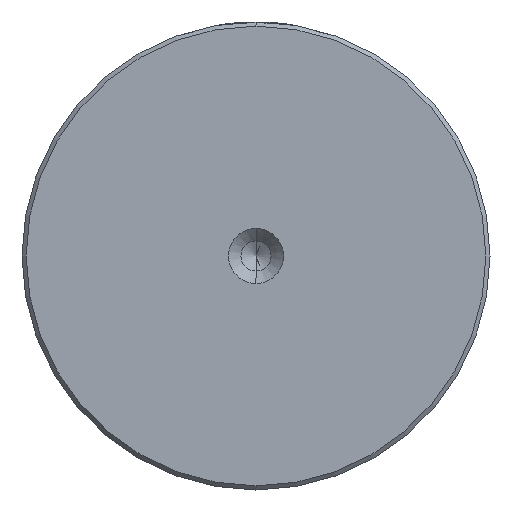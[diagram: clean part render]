
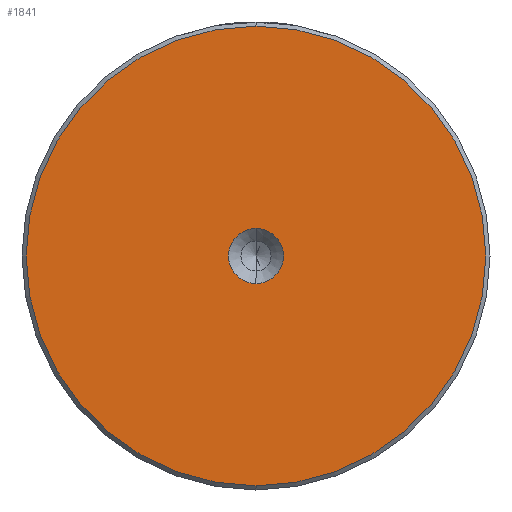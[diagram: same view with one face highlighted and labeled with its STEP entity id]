
A CAD part, left-side view. The second image highlights one B-rep face of the part: STEP entity #1841.
In plain terms, the highlighted planar face has unit normal (-1, 0, 0).
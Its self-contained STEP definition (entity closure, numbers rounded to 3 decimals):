
#29 = CARTESIAN_POINT ( 'NONE',  ( 0., 0., -27.5 ) ) ;
#34 = DIRECTION ( 'NONE',  ( 0., 0., 1. ) ) ;
#67 = VERTEX_POINT ( 'NONE', #308 ) ;
#133 = CARTESIAN_POINT ( 'NONE',  ( 0., 0., 0. ) ) ;
#235 = EDGE_CURVE ( 'NONE', #67, #1640, #2173, .T. ) ;
#308 = CARTESIAN_POINT ( 'NONE',  ( 0., 0., -3.3 ) ) ;
#358 = EDGE_LOOP ( 'NONE', ( #1509, #1687 ) ) ;
#380 = AXIS2_PLACEMENT_3D ( 'NONE', #133, #1005, #34 ) ;
#403 = ORIENTED_EDGE ( 'NONE', *, *, #235, .F. ) ;
#414 = DIRECTION ( 'NONE',  ( 0., 0., 1. ) ) ;
#423 = DIRECTION ( 'NONE',  ( -1., 0., 0. ) ) ;
#425 = EDGE_CURVE ( 'NONE', #1582, #1996, #1934, .T. ) ;
#476 = EDGE_LOOP ( 'NONE', ( #2329, #403 ) ) ;
#485 = CIRCLE ( 'NONE', #1246, 3.3 ) ;
#578 = DIRECTION ( 'NONE',  ( -1., 0., 0. ) ) ;
#609 = DIRECTION ( 'NONE',  ( -1., 0., 0. ) ) ;
#617 = CARTESIAN_POINT ( 'NONE',  ( 0., 0., 0. ) ) ;
#735 = AXIS2_PLACEMENT_3D ( 'NONE', #1908, #578, #1148 ) ;
#891 = EDGE_CURVE ( 'NONE', #1996, #1582, #2351, .T. ) ;
#963 = PLANE ( 'NONE',  #735 ) ;
#1005 = DIRECTION ( 'NONE',  ( -1., 0., 0. ) ) ;
#1148 = DIRECTION ( 'NONE',  ( 0., 0., 1. ) ) ;
#1240 = CARTESIAN_POINT ( 'NONE',  ( 0., 0., 27.5 ) ) ;
#1246 = AXIS2_PLACEMENT_3D ( 'NONE', #1743, #609, #1941 ) ;
#1480 = AXIS2_PLACEMENT_3D ( 'NONE', #617, #423, #414 ) ;
#1509 = ORIENTED_EDGE ( 'NONE', *, *, #891, .T. ) ;
#1582 = VERTEX_POINT ( 'NONE', #1240 ) ;
#1640 = VERTEX_POINT ( 'NONE', #2206 ) ;
#1687 = ORIENTED_EDGE ( 'NONE', *, *, #425, .T. ) ;
#1742 = FACE_OUTER_BOUND ( 'NONE', #358, .T. ) ;
#1743 = CARTESIAN_POINT ( 'NONE',  ( 0., 0., 0. ) ) ;
#1841 = ADVANCED_FACE ( 'NONE', ( #1742, #2195 ), #963, .T. ) ;
#1908 = CARTESIAN_POINT ( 'NONE',  ( 0., 0., 0. ) ) ;
#1920 = EDGE_CURVE ( 'NONE', #1640, #67, #485, .T. ) ;
#1934 = CIRCLE ( 'NONE', #380, 27.5 ) ;
#1941 = DIRECTION ( 'NONE',  ( 0., 0., 1. ) ) ;
#1962 = DIRECTION ( 'NONE',  ( 0., 0., 1. ) ) ;
#1996 = VERTEX_POINT ( 'NONE', #29 ) ;
#2081 = DIRECTION ( 'NONE',  ( -1., 0., 0. ) ) ;
#2089 = CARTESIAN_POINT ( 'NONE',  ( 0., 0., 0. ) ) ;
#2173 = CIRCLE ( 'NONE', #2380, 3.3 ) ;
#2195 = FACE_BOUND ( 'NONE', #476, .T. ) ;
#2206 = CARTESIAN_POINT ( 'NONE',  ( 0., 0., 3.3 ) ) ;
#2329 = ORIENTED_EDGE ( 'NONE', *, *, #1920, .F. ) ;
#2351 = CIRCLE ( 'NONE', #1480, 27.5 ) ;
#2380 = AXIS2_PLACEMENT_3D ( 'NONE', #2089, #2081, #1962 ) ;
